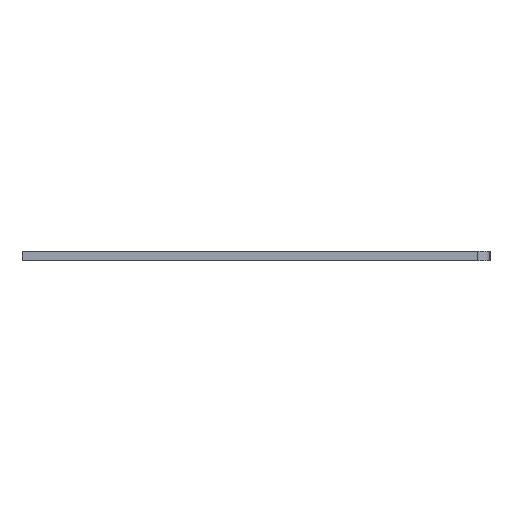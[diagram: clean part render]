
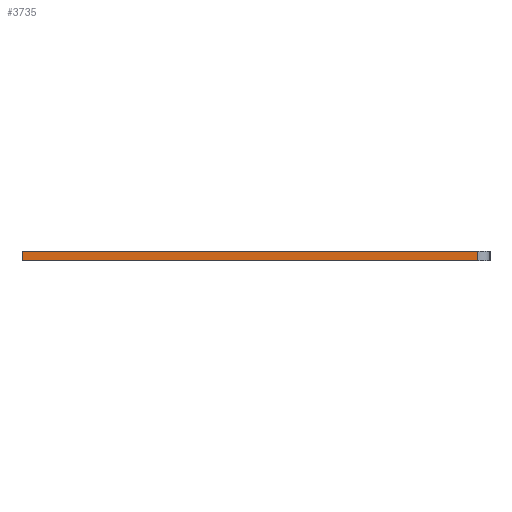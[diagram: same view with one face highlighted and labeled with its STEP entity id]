
A CAD part, left-side view. The second image highlights one B-rep face of the part: STEP entity #3735.
In plain terms, the highlighted planar face has unit normal (-1, 0, 0).
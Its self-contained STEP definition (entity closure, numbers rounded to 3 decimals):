
#423=PLANE('',#4155);
#490=FACE_OUTER_BOUND('',#749,.T.);
#749=EDGE_LOOP('',(#3019,#3020,#3021,#3022));
#901=LINE('',#5737,#1168);
#948=LINE('',#6059,#1215);
#951=LINE('',#6067,#1218);
#1021=LINE('',#6428,#1288);
#1168=VECTOR('',#4436,10.);
#1215=VECTOR('',#4713,10.);
#1218=VECTOR('',#4722,10.);
#1288=VECTOR('',#5054,10.);
#1782=VERTEX_POINT('',#5734);
#1783=VERTEX_POINT('',#5736);
#1943=VERTEX_POINT('',#6058);
#1945=VERTEX_POINT('',#6066);
#2116=EDGE_CURVE('',#1782,#1783,#901,.T.);
#2277=EDGE_CURVE('',#1783,#1943,#948,.T.);
#2281=EDGE_CURVE('',#1943,#1945,#951,.T.);
#2464=EDGE_CURVE('',#1782,#1945,#1021,.T.);
#3019=ORIENTED_EDGE('',*,*,#2277,.F.);
#3020=ORIENTED_EDGE('',*,*,#2116,.F.);
#3021=ORIENTED_EDGE('',*,*,#2464,.T.);
#3022=ORIENTED_EDGE('',*,*,#2281,.F.);
#3735=ADVANCED_FACE('',(#490),#423,.T.);
#4155=AXIS2_PLACEMENT_3D('',#6427,#5052,#5053);
#4436=DIRECTION('',(0.,-1.,0.));
#4713=DIRECTION('',(0.,0.,-1.));
#4722=DIRECTION('',(0.,1.,0.));
#5052=DIRECTION('center_axis',(-1.,0.,0.));
#5053=DIRECTION('ref_axis',(0.,-1.,0.));
#5054=DIRECTION('',(0.,0.,-1.));
#5734=CARTESIAN_POINT('',(-191.137,56.688,1.5));
#5736=CARTESIAN_POINT('',(-191.137,-18.812,1.5));
#5737=CARTESIAN_POINT('',(-191.137,56.688,1.5));
#6058=CARTESIAN_POINT('',(-191.137,-18.812,0.));
#6059=CARTESIAN_POINT('',(-191.137,-18.812,0.375));
#6066=CARTESIAN_POINT('',(-191.137,56.688,0.));
#6067=CARTESIAN_POINT('',(-191.137,56.688,0.));
#6427=CARTESIAN_POINT('Origin',(-191.137,56.688,0.));
#6428=CARTESIAN_POINT('',(-191.137,56.688,1.5));
